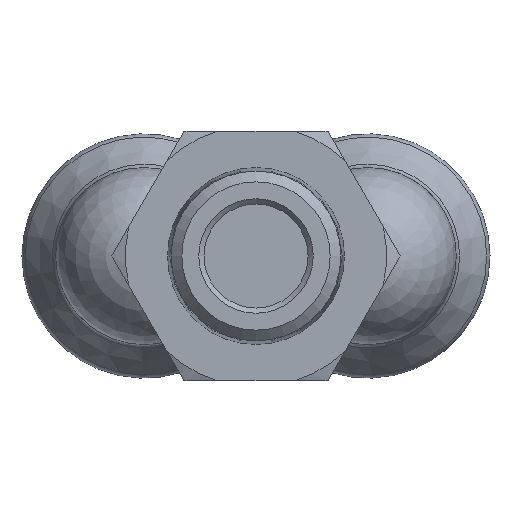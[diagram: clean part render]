
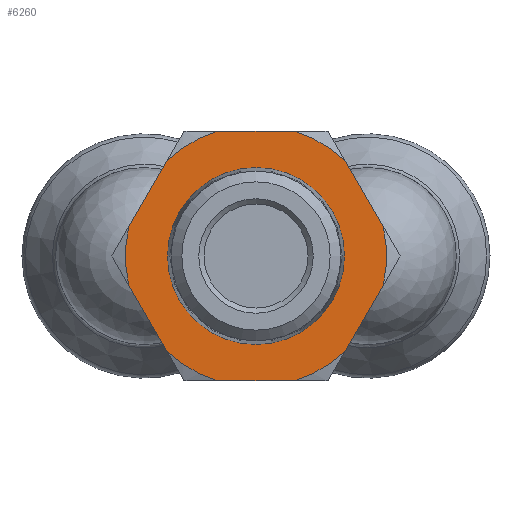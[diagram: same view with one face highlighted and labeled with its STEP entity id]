
A CAD part, front view. The second image highlights one B-rep face of the part: STEP entity #6260.
In plain terms, the highlighted face is planar.
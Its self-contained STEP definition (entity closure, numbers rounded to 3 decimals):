
#5923=CARTESIAN_POINT('',(-24.45,-12.241,2.799));
#5924=VERTEX_POINT('',#5923);
#5940=CARTESIAN_POINT('',(-24.45,-12.241,-2.799));
#5941=VERTEX_POINT('',#5940);
#5942=CARTESIAN_POINT('',(-24.45,0.,0.0));
#5943=DIRECTION('',(-1.0,0.0,0.0));
#5944=DIRECTION('',(0.0,1.0,0.0));
#5945=AXIS2_PLACEMENT_3D('',#5942,#5943,#5944);
#5946=CIRCLE('',#5945,12.556);
#5947=EDGE_CURVE('',#5941,#5924,#5946,.T.);
#5972=CARTESIAN_POINT('',(-24.45,-8.544,9.201));
#5973=VERTEX_POINT('',#5972);
#5987=CARTESIAN_POINT('',(-24.45,-3.696,12.0));
#5988=VERTEX_POINT('',#5987);
#6002=CARTESIAN_POINT('',(-24.45,0.,0.0));
#6003=DIRECTION('',(-1.0,0.0,0.0));
#6004=DIRECTION('',(0.0,1.0,0.0));
#6005=AXIS2_PLACEMENT_3D('',#6002,#6003,#6004);
#6006=CIRCLE('',#6005,12.556);
#6007=EDGE_CURVE('',#5973,#5988,#6006,.T.);
#6019=CARTESIAN_POINT('',(-24.45,3.696,12.));
#6020=VERTEX_POINT('',#6019);
#6034=CARTESIAN_POINT('',(-24.45,8.544,9.201));
#6035=VERTEX_POINT('',#6034);
#6049=CARTESIAN_POINT('',(-24.45,0.,0.0));
#6050=DIRECTION('',(-1.0,0.0,0.0));
#6051=DIRECTION('',(0.0,1.0,0.0));
#6052=AXIS2_PLACEMENT_3D('',#6049,#6050,#6051);
#6053=CIRCLE('',#6052,12.556);
#6054=EDGE_CURVE('',#6020,#6035,#6053,.T.);
#6064=CARTESIAN_POINT('',(-24.45,-8.544,-9.201));
#6065=VERTEX_POINT('',#6064);
#6081=CARTESIAN_POINT('',(-24.45,-3.696,-12.0));
#6082=VERTEX_POINT('',#6081);
#6083=CARTESIAN_POINT('',(-24.45,0.,0.0));
#6084=DIRECTION('',(-1.0,0.0,0.0));
#6085=DIRECTION('',(0.0,1.0,0.0));
#6086=AXIS2_PLACEMENT_3D('',#6083,#6084,#6085);
#6087=CIRCLE('',#6086,12.556);
#6088=EDGE_CURVE('',#6082,#6065,#6087,.T.);
#6111=CARTESIAN_POINT('',(-24.45,3.696,-12.));
#6112=VERTEX_POINT('',#6111);
#6128=CARTESIAN_POINT('',(-24.45,8.544,-9.201));
#6129=VERTEX_POINT('',#6128);
#6130=CARTESIAN_POINT('',(-24.45,0.,0.0));
#6131=DIRECTION('',(-1.0,0.0,0.0));
#6132=DIRECTION('',(0.0,1.0,0.0));
#6133=AXIS2_PLACEMENT_3D('',#6130,#6131,#6132);
#6134=CIRCLE('',#6133,12.556);
#6135=EDGE_CURVE('',#6129,#6112,#6134,.T.);
#6160=CARTESIAN_POINT('',(-24.45,12.241,2.799));
#6161=VERTEX_POINT('',#6160);
#6175=CARTESIAN_POINT('',(-24.45,12.241,-2.799));
#6176=VERTEX_POINT('',#6175);
#6190=CARTESIAN_POINT('',(-24.45,0.,0.0));
#6191=DIRECTION('',(-1.0,0.0,0.0));
#6192=DIRECTION('',(0.0,1.0,0.0));
#6193=AXIS2_PLACEMENT_3D('',#6190,#6191,#6192);
#6194=CIRCLE('',#6193,12.556);
#6195=EDGE_CURVE('',#6161,#6176,#6194,.T.);
#6200=CARTESIAN_POINT('',(-24.45,10.25,0.0));
#6201=DIRECTION('',(-1.0,0.0,0.0));
#6202=DIRECTION('',(0.0,0.0,1.0));
#6203=AXIS2_PLACEMENT_3D('',#6200,#6201,#6202);
#6204=PLANE('',#6203);
#6205=ORIENTED_EDGE('',*,*,#6195,.T.);
#6206=CARTESIAN_POINT('',(-24.45,8.544,-9.201));
#6207=DIRECTION('',(0.0,0.5,0.866));
#6208=VECTOR('',#6207,7.393);
#6209=LINE('',#6206,#6208);
#6210=EDGE_CURVE('',#6129,#6176,#6209,.T.);
#6211=ORIENTED_EDGE('',*,*,#6210,.F.);
#6212=ORIENTED_EDGE('',*,*,#6135,.T.);
#6213=CARTESIAN_POINT('',(-24.45,-3.696,-12.));
#6214=DIRECTION('',(0.0,1.0,0.0));
#6215=VECTOR('',#6214,7.393);
#6216=LINE('',#6213,#6215);
#6217=EDGE_CURVE('',#6082,#6112,#6216,.T.);
#6218=ORIENTED_EDGE('',*,*,#6217,.F.);
#6219=ORIENTED_EDGE('',*,*,#6088,.T.);
#6220=CARTESIAN_POINT('',(-24.45,-12.241,-2.799));
#6221=DIRECTION('',(0.0,0.5,-0.866));
#6222=VECTOR('',#6221,7.393);
#6223=LINE('',#6220,#6222);
#6224=EDGE_CURVE('',#5941,#6065,#6223,.T.);
#6225=ORIENTED_EDGE('',*,*,#6224,.F.);
#6226=ORIENTED_EDGE('',*,*,#5947,.T.);
#6227=CARTESIAN_POINT('',(-24.45,-8.544,9.201));
#6228=DIRECTION('',(0.0,-0.5,-0.866));
#6229=VECTOR('',#6228,7.393);
#6230=LINE('',#6227,#6229);
#6231=EDGE_CURVE('',#5973,#5924,#6230,.T.);
#6232=ORIENTED_EDGE('',*,*,#6231,.F.);
#6233=ORIENTED_EDGE('',*,*,#6007,.T.);
#6234=CARTESIAN_POINT('',(-24.45,3.696,12.));
#6235=DIRECTION('',(0.0,-1.0,0.0));
#6236=VECTOR('',#6235,7.393);
#6237=LINE('',#6234,#6236);
#6238=EDGE_CURVE('',#6020,#5988,#6237,.T.);
#6239=ORIENTED_EDGE('',*,*,#6238,.F.);
#6240=ORIENTED_EDGE('',*,*,#6054,.T.);
#6241=CARTESIAN_POINT('',(-24.45,12.241,2.799));
#6242=DIRECTION('',(0.0,-0.5,0.866));
#6243=VECTOR('',#6242,7.393);
#6244=LINE('',#6241,#6243);
#6245=EDGE_CURVE('',#6161,#6035,#6244,.T.);
#6246=ORIENTED_EDGE('',*,*,#6245,.F.);
#6247=EDGE_LOOP('',(#6205,#6211,#6212,#6218,#6219,#6225,#6226,#6232,#6233,#6239,#6240,#6246));
#6248=FACE_OUTER_BOUND('',#6247,.T.);
#6249=CARTESIAN_POINT('',(-24.45,8.5,0.0));
#6250=VERTEX_POINT('',#6249);
#6251=CARTESIAN_POINT('',(-24.45,0.,0.0));
#6252=DIRECTION('',(1.0,0.0,0.0));
#6253=DIRECTION('',(0.0,1.0,0.0));
#6254=AXIS2_PLACEMENT_3D('',#6251,#6252,#6253);
#6255=CIRCLE('',#6254,8.5);
#6256=EDGE_CURVE('',#6250,#6250,#6255,.T.);
#6257=ORIENTED_EDGE('',*,*,#6256,.T.);
#6258=EDGE_LOOP('',(#6257));
#6259=FACE_BOUND('',#6258,.T.);
#6260=ADVANCED_FACE('',(#6248,#6259),#6204,.T.);
